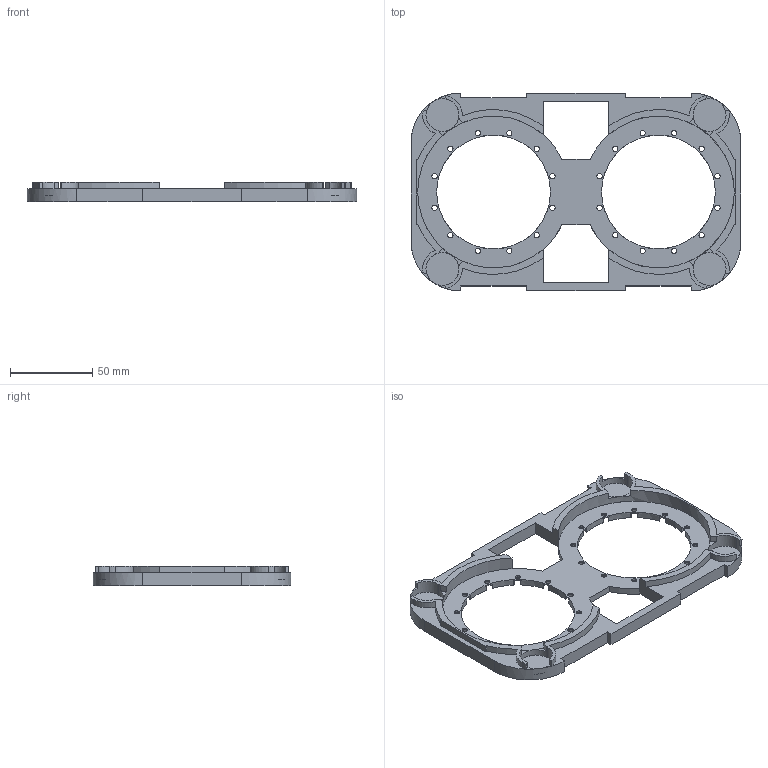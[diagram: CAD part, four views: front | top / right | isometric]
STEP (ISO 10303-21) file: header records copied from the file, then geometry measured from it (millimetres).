
FILE_DESCRIPTION (( 'STEP AP214' ), '1' );
FILE_NAME ('髋部面板.STEP', '2020-08-30T13:45:02', ( '' ), ( '' ), 'SwSTEP 2.0', 'SolidWorks 2018', '' );
FILE_SCHEMA (( 'AUTOMOTIVE_DESIGN' ));
Length unit declared in the file: millimetre
Products named in the file (1): 鷕窒醱啣
Bounding box: 200 x 120 x 12 mm (x, y, z)
Volume: 76833.6 mm3; surface area: 41736.8 mm2
Topology: 1 solids, 1 shells, 245 faces, 715 edges, 470 vertices
Faces by surface type: cylinder 151, plane 94
Entity records: 8437 total; most frequent: DIRECTION 1589, CARTESIAN_POINT 1431, ORIENTED_EDGE 1430, EDGE_CURVE 715, AXIS2_PLACEMENT_3D 628, VERTEX_POINT 470, CIRCLE 382, LINE 333
